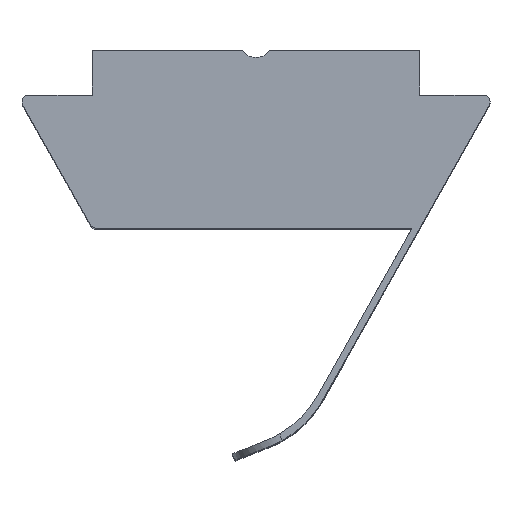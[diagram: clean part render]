
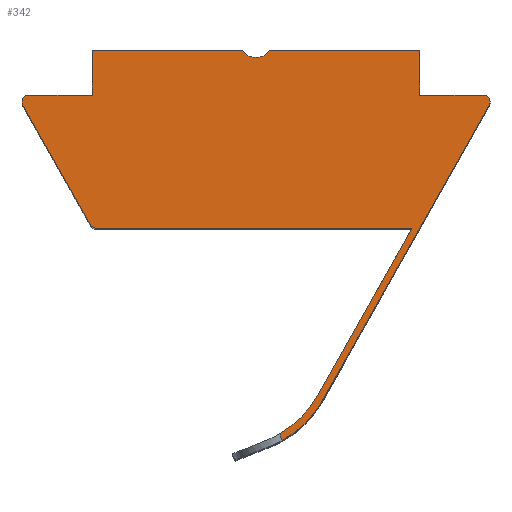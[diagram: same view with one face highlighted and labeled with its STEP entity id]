
A CAD part, top view. The second image highlights one B-rep face of the part: STEP entity #342.
In plain terms, the highlighted planar face has unit normal (0, 0, 1).
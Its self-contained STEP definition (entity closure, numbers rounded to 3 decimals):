
#3 = ORIENTED_EDGE ( 'NONE', *, *, #1744, .T. ) ;
#8 = CIRCLE ( 'NONE', #1097, 0.5 ) ;
#40 = DIRECTION ( 'NONE',  ( 1., 0., 0. ) ) ;
#77 = CARTESIAN_POINT ( 'NONE',  ( 0.77, -8.821, 10. ) ) ;
#78 = VERTEX_POINT ( 'NONE', #1506 ) ;
#100 = CARTESIAN_POINT ( 'NONE',  ( -0.4, 2.6, 10. ) ) ;
#102 = DIRECTION ( 'NONE',  ( 0., 0., -1. ) ) ;
#108 = DIRECTION ( 'NONE',  ( -1., 0., 0. ) ) ;
#126 = VERTEX_POINT ( 'NONE', #1173 ) ;
#127 = ORIENTED_EDGE ( 'NONE', *, *, #1269, .T. ) ;
#134 = VERTEX_POINT ( 'NONE', #863 ) ;
#139 = CIRCLE ( 'NONE', #1205, 3. ) ;
#143 = DIRECTION ( 'NONE',  ( -1., 0., 0. ) ) ;
#166 = CARTESIAN_POINT ( 'NONE',  ( 7., 1.3, 10. ) ) ;
#167 = DIRECTION ( 'NONE',  ( 0.491, -0.871, 0. ) ) ;
#191 = CARTESIAN_POINT ( 'NONE',  ( 4.8, -2.6, 10. ) ) ;
#194 = VERTEX_POINT ( 'NONE', #100 ) ;
#226 = EDGE_LOOP ( 'NONE', ( #319, #1006, #881, #1235, #734, #607, #1753, #1610, #281, #1315, #396, #127, #1731, #1087, #1814, #3, #589, #590 ) ) ;
#232 = CARTESIAN_POINT ( 'NONE',  ( -6.832, 1.002, 10. ) ) ;
#271 = EDGE_CURVE ( 'NONE', #1515, #134, #1562, .T. ) ;
#276 = VERTEX_POINT ( 'NONE', #1892 ) ;
#281 = ORIENTED_EDGE ( 'NONE', *, *, #1369, .F. ) ;
#284 = CIRCLE ( 'NONE', #470, 3. ) ;
#319 = ORIENTED_EDGE ( 'NONE', *, *, #989, .T. ) ;
#322 = AXIS2_PLACEMENT_3D ( 'NONE', #826, #1088, #531 ) ;
#334 = EDGE_CURVE ( 'NONE', #835, #126, #1592, .T. ) ;
#340 = VECTOR ( 'NONE', #1157, 1000. ) ;
#342 = ADVANCED_FACE ( 'NONE', ( #464 ), #1033, .F. ) ;
#364 = CARTESIAN_POINT ( 'NONE',  ( 6.658, 1.3, 10. ) ) ;
#373 = EDGE_CURVE ( 'NONE', #134, #1497, #1463, .T. ) ;
#385 = AXIS2_PLACEMENT_3D ( 'NONE', #1583, #1864, #1449 ) ;
#387 = CARTESIAN_POINT ( 'NONE',  ( 0.778, -8.84, 10. ) ) ;
#396 = ORIENTED_EDGE ( 'NONE', *, *, #334, .T. ) ;
#411 = EDGE_CURVE ( 'NONE', #612, #276, #1819, .T. ) ;
#418 = VECTOR ( 'NONE', #1448, 1000. ) ;
#447 = CIRCLE ( 'NONE', #322, 0.2 ) ;
#449 = EDGE_CURVE ( 'NONE', #1226, #1563, #594, .T. ) ;
#457 = EDGE_CURVE ( 'NONE', #925, #1226, #653, .T. ) ;
#464 = FACE_OUTER_BOUND ( 'NONE', #226, .T. ) ;
#470 = AXIS2_PLACEMENT_3D ( 'NONE', #1607, #1021, #143 ) ;
#488 = VECTOR ( 'NONE', #1692, 1000. ) ;
#502 = EDGE_CURVE ( 'NONE', #1145, #1305, #1118, .T. ) ;
#511 = DIRECTION ( 'NONE',  ( -1., 0., 0. ) ) ;
#522 = CARTESIAN_POINT ( 'NONE',  ( 4.8, 2.6, 10. ) ) ;
#531 = DIRECTION ( 'NONE',  ( -1., 0., 0. ) ) ;
#534 = DIRECTION ( 'NONE',  ( -1., 0., 0. ) ) ;
#552 = VERTEX_POINT ( 'NONE', #1613 ) ;
#589 = ORIENTED_EDGE ( 'NONE', *, *, #457, .T. ) ;
#590 = ORIENTED_EDGE ( 'NONE', *, *, #449, .T. ) ;
#594 = LINE ( 'NONE', #1148, #812 ) ;
#599 = VECTOR ( 'NONE', #1297, 1000. ) ;
#607 = ORIENTED_EDGE ( 'NONE', *, *, #271, .T. ) ;
#612 = VERTEX_POINT ( 'NONE', #1255 ) ;
#653 = LINE ( 'NONE', #191, #1186 ) ;
#656 = CARTESIAN_POINT ( 'NONE',  ( -6.858, 1.1, 10. ) ) ;
#713 = CARTESIAN_POINT ( 'NONE',  ( 6.658, 1.1, 10. ) ) ;
#722 = AXIS2_PLACEMENT_3D ( 'NONE', #713, #1240, #108 ) ;
#734 = ORIENTED_EDGE ( 'NONE', *, *, #1172, .T. ) ;
#736 = CARTESIAN_POINT ( 'NONE',  ( 4.8, 1.3, 10. ) ) ;
#757 = DIRECTION ( 'NONE',  ( 0.491, 0.871, 0. ) ) ;
#812 = VECTOR ( 'NONE', #1758, 1000. ) ;
#826 = CARTESIAN_POINT ( 'NONE',  ( -6.658, 1.1, 10. ) ) ;
#835 = VERTEX_POINT ( 'NONE', #1394 ) ;
#860 = EDGE_CURVE ( 'NONE', #1497, #78, #876, .T. ) ;
#863 = CARTESIAN_POINT ( 'NONE',  ( 4.8, 1.3, 10. ) ) ;
#864 = VERTEX_POINT ( 'NONE', #1370 ) ;
#865 = AXIS2_PLACEMENT_3D ( 'NONE', #1154, #1843, #1835 ) ;
#876 = LINE ( 'NONE', #1541, #418 ) ;
#881 = ORIENTED_EDGE ( 'NONE', *, *, #1757, .T. ) ;
#908 = VECTOR ( 'NONE', #1816, 1000. ) ;
#909 = DIRECTION ( 'NONE',  ( 1., 0., 0. ) ) ;
#925 = VERTEX_POINT ( 'NONE', #1665 ) ;
#973 = LINE ( 'NONE', #1860, #599 ) ;
#989 = EDGE_CURVE ( 'NONE', #1563, #1333, #139, .T. ) ;
#1006 = ORIENTED_EDGE ( 'NONE', *, *, #1554, .T. ) ;
#1021 = DIRECTION ( 'NONE',  ( 0., 0., 1. ) ) ;
#1025 = LINE ( 'NONE', #387, #908 ) ;
#1033 = PLANE ( 'NONE',  #1254 ) ;
#1080 = CARTESIAN_POINT ( 'NONE',  ( -0.808, -6.029, 10. ) ) ;
#1087 = ORIENTED_EDGE ( 'NONE', *, *, #502, .T. ) ;
#1088 = DIRECTION ( 'NONE',  ( 0., 0., 1. ) ) ;
#1097 = AXIS2_PLACEMENT_3D ( 'NONE', #1560, #1236, #909 ) ;
#1104 = EDGE_CURVE ( 'NONE', #552, #1145, #447, .T. ) ;
#1118 = CIRCLE ( 'NONE', #865, 0.2 ) ;
#1145 = VERTEX_POINT ( 'NONE', #656 ) ;
#1148 = CARTESIAN_POINT ( 'NONE',  ( 6.658, 1.1, 10. ) ) ;
#1154 = CARTESIAN_POINT ( 'NONE',  ( -6.658, 1.1, 10. ) ) ;
#1157 = DIRECTION ( 'NONE',  ( 0., 1., 0. ) ) ;
#1172 = EDGE_CURVE ( 'NONE', #276, #1515, #1752, .T. ) ;
#1173 = CARTESIAN_POINT ( 'NONE',  ( -4.8, 1.3, 10. ) ) ;
#1181 = DIRECTION ( 'NONE',  ( 0., -1., 0. ) ) ;
#1186 = VECTOR ( 'NONE', #40, 1000. ) ;
#1192 = CARTESIAN_POINT ( 'NONE',  ( 4.8, 2.6, 10. ) ) ;
#1204 = CARTESIAN_POINT ( 'NONE',  ( -4.8, -2.6, 10. ) ) ;
#1205 = AXIS2_PLACEMENT_3D ( 'NONE', #1080, #102, #511 ) ;
#1226 = VERTEX_POINT ( 'NONE', #1712 ) ;
#1235 = ORIENTED_EDGE ( 'NONE', *, *, #411, .T. ) ;
#1236 = DIRECTION ( 'NONE',  ( 0., 0., 1. ) ) ;
#1240 = DIRECTION ( 'NONE',  ( 0., 0., 1. ) ) ;
#1248 = CARTESIAN_POINT ( 'NONE',  ( -4.8, 1.3, 10. ) ) ;
#1254 = AXIS2_PLACEMENT_3D ( 'NONE', #1469, #1698, #1474 ) ;
#1255 = CARTESIAN_POINT ( 'NONE',  ( 1.944, -7.662, 10. ) ) ;
#1269 = EDGE_CURVE ( 'NONE', #126, #552, #1328, .T. ) ;
#1297 = DIRECTION ( 'NONE',  ( -1., 0., 0. ) ) ;
#1305 = VERTEX_POINT ( 'NONE', #232 ) ;
#1315 = ORIENTED_EDGE ( 'NONE', *, *, #1779, .T. ) ;
#1328 = LINE ( 'NONE', #1569, #1657 ) ;
#1333 = VERTEX_POINT ( 'NONE', #1374 ) ;
#1369 = EDGE_CURVE ( 'NONE', #194, #78, #8, .T. ) ;
#1370 = CARTESIAN_POINT ( 'NONE',  ( -4.857, -2.498, 10. ) ) ;
#1374 = CARTESIAN_POINT ( 'NONE',  ( 0.692, -8.627, 10. ) ) ;
#1394 = CARTESIAN_POINT ( 'NONE',  ( -4.8, 2.6, 10. ) ) ;
#1413 = CIRCLE ( 'NONE', #385, 0.2 ) ;
#1448 = DIRECTION ( 'NONE',  ( -1., 0., 0. ) ) ;
#1449 = DIRECTION ( 'NONE',  ( -1., 0., 0. ) ) ;
#1463 = LINE ( 'NONE', #1192, #340 ) ;
#1469 = CARTESIAN_POINT ( 'NONE',  ( 0., 0., 10. ) ) ;
#1474 = DIRECTION ( 'NONE',  ( -1., 0., 0. ) ) ;
#1479 = VECTOR ( 'NONE', #167, 1000. ) ;
#1480 = EDGE_CURVE ( 'NONE', #1305, #864, #1749, .T. ) ;
#1497 = VERTEX_POINT ( 'NONE', #522 ) ;
#1506 = CARTESIAN_POINT ( 'NONE',  ( 0.4, 2.6, 10. ) ) ;
#1515 = VERTEX_POINT ( 'NONE', #364 ) ;
#1517 = VECTOR ( 'NONE', #1181, 1000. ) ;
#1541 = CARTESIAN_POINT ( 'NONE',  ( -4.8, 2.6, 10. ) ) ;
#1554 = EDGE_CURVE ( 'NONE', #1333, #1825, #1025, .T. ) ;
#1560 = CARTESIAN_POINT ( 'NONE',  ( 0., 2.9, 10. ) ) ;
#1562 = LINE ( 'NONE', #736, #488 ) ;
#1563 = VERTEX_POINT ( 'NONE', #1677 ) ;
#1569 = CARTESIAN_POINT ( 'NONE',  ( -7., 1.3, 10. ) ) ;
#1583 = CARTESIAN_POINT ( 'NONE',  ( -4.683, -2.4, 10. ) ) ;
#1592 = LINE ( 'NONE', #1248, #1517 ) ;
#1607 = CARTESIAN_POINT ( 'NONE',  ( -0.669, -6.188, 10. ) ) ;
#1609 = VECTOR ( 'NONE', #757, 1000. ) ;
#1610 = ORIENTED_EDGE ( 'NONE', *, *, #860, .T. ) ;
#1613 = CARTESIAN_POINT ( 'NONE',  ( -6.658, 1.3, 10. ) ) ;
#1657 = VECTOR ( 'NONE', #534, 1000. ) ;
#1665 = CARTESIAN_POINT ( 'NONE',  ( -4.683, -2.6, 10. ) ) ;
#1677 = CARTESIAN_POINT ( 'NONE',  ( 1.805, -7.503, 10. ) ) ;
#1692 = DIRECTION ( 'NONE',  ( -1., 0., 0. ) ) ;
#1698 = DIRECTION ( 'NONE',  ( 0., 0., -1. ) ) ;
#1712 = CARTESIAN_POINT ( 'NONE',  ( 4.57, -2.6, 10. ) ) ;
#1731 = ORIENTED_EDGE ( 'NONE', *, *, #1104, .T. ) ;
#1744 = EDGE_CURVE ( 'NONE', #864, #925, #1413, .T. ) ;
#1749 = LINE ( 'NONE', #1204, #1479 ) ;
#1752 = CIRCLE ( 'NONE', #722, 0.2 ) ;
#1753 = ORIENTED_EDGE ( 'NONE', *, *, #373, .T. ) ;
#1757 = EDGE_CURVE ( 'NONE', #1825, #612, #284, .T. ) ;
#1758 = DIRECTION ( 'NONE',  ( -0.491, -0.871, 0. ) ) ;
#1779 = EDGE_CURVE ( 'NONE', #194, #835, #973, .T. ) ;
#1814 = ORIENTED_EDGE ( 'NONE', *, *, #1480, .T. ) ;
#1816 = DIRECTION ( 'NONE',  ( 0.373, -0.928, 0. ) ) ;
#1819 = LINE ( 'NONE', #166, #1609 ) ;
#1825 = VERTEX_POINT ( 'NONE', #77 ) ;
#1835 = DIRECTION ( 'NONE',  ( -1., 0., 0. ) ) ;
#1843 = DIRECTION ( 'NONE',  ( 0., 0., 1. ) ) ;
#1860 = CARTESIAN_POINT ( 'NONE',  ( -4.8, 2.6, 10. ) ) ;
#1864 = DIRECTION ( 'NONE',  ( 0., 0., 1. ) ) ;
#1892 = CARTESIAN_POINT ( 'NONE',  ( 6.832, 1.002, 10. ) ) ;
